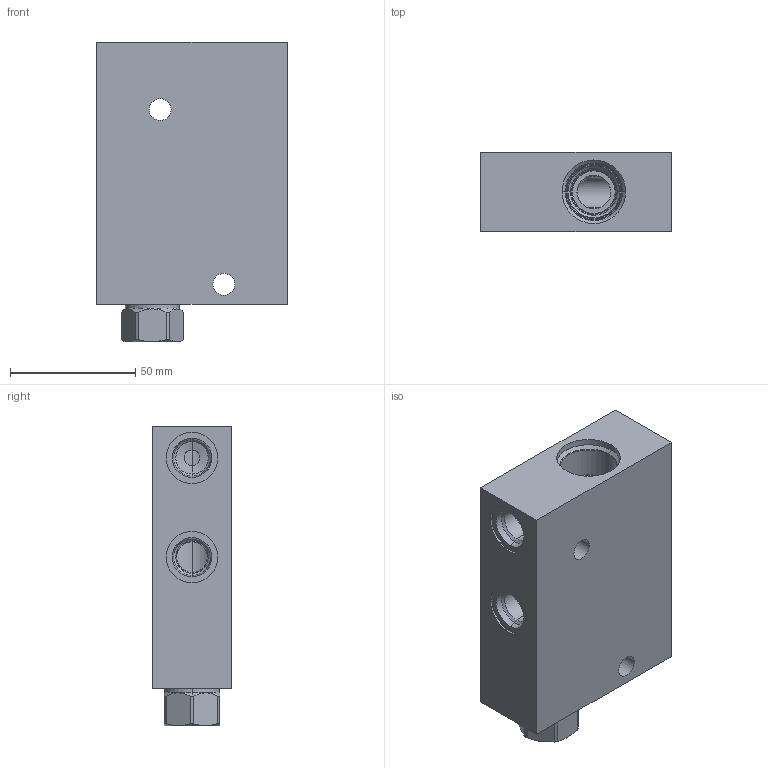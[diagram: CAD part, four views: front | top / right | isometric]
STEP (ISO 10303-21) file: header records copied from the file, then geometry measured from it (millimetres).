
FILE_DESCRIPTION((''),'2;1');
FILE_NAME('M4I_ASM','2019-09-06T',('ProEService'),(''),'PRO/ENGINEER BY PARAMETRIC TECHNOLOGY CORPORATION, 2014200','PRO/ENGINEER BY PARAMETRIC TECHNOLOGY CORPORATION, 2014200','');
FILE_SCHEMA(('CONFIG_CONTROL_DESIGN'));
Length unit declared in the file: inch
Products named in the file (3): 151-915-004; CXCDXCN; M4I_ASM
Assembly tree (2 placements, depth 2):
  M4I_ASM
    151-915-004
    CXCDXCN
Bounding box: 76.2 x 31.75 x 119.86 mm (x, y, z)
Volume: 211024.8 mm3; surface area: 46181.4 mm2
Topology: 4 solids, 4 shells, 284 faces, 903 edges, 723 vertices
Faces by surface type: cylinder 116, cone 75, plane 53, torus 28, revolution 8, sphere 4
Entity records: 11569 total; most frequent: CARTESIAN_POINT 3625, DIRECTION 1708, ORIENTED_EDGE 1340, EDGE_CURVE 670, AXIS2_PLACEMENT_3D 615, VECTOR 470, LINE 470, VERTEX_POINT 404
